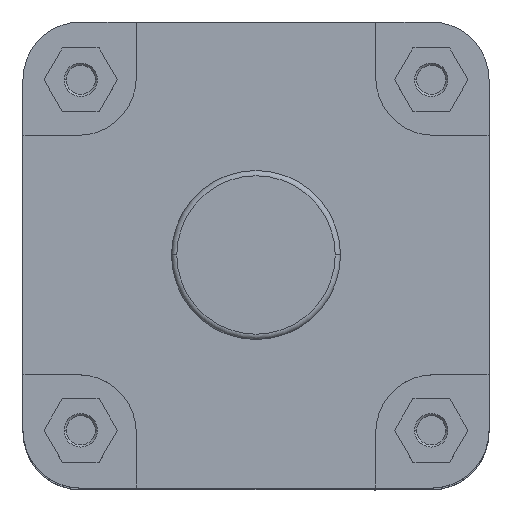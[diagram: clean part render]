
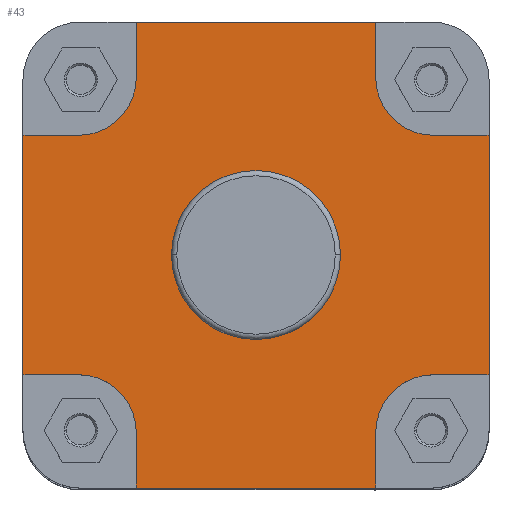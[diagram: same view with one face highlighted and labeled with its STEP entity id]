
A CAD part, top view. The second image highlights one B-rep face of the part: STEP entity #43.
In plain terms, the highlighted planar face has unit normal (0, 0, 1).
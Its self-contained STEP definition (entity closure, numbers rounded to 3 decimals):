
#43 = ADVANCED_FACE ( 'NONE', ( #2759, #2758 ), #1716, .F. ) ;
#1124 = CARTESIAN_POINT ( 'NONE',  ( 56.5, -110., -65.368 ) ) ;
#1125 = CARTESIAN_POINT ( 'NONE',  ( 56.5, 83.75, -65.368 ) ) ;
#1126 = CARTESIAN_POINT ( 'NONE',  ( -83.75, 56.5, -65.368 ) ) ;
#1132 = CARTESIAN_POINT ( 'NONE',  ( -56.5, -83.75, -65.368 ) ) ;
#1136 = CARTESIAN_POINT ( 'NONE',  ( 83.75, 56.5, -65.368 ) ) ;
#1141 = CARTESIAN_POINT ( 'NONE',  ( -56.5, 83.75, -65.368 ) ) ;
#1144 = CARTESIAN_POINT ( 'NONE',  ( 110., 56.5, -65.368 ) ) ;
#1149 = CARTESIAN_POINT ( 'NONE',  ( 83.75, -56.5, -65.368 ) ) ;
#1161 = CARTESIAN_POINT ( 'NONE',  ( -56.5, 110., -65.368 ) ) ;
#1163 = CARTESIAN_POINT ( 'NONE',  ( 56.5, -83.75, -65.368 ) ) ;
#1169 = CARTESIAN_POINT ( 'NONE',  ( 110., -56.5, -65.368 ) ) ;
#1175 = CARTESIAN_POINT ( 'NONE',  ( -56.5, -110., -65.368 ) ) ;
#1176 = CARTESIAN_POINT ( 'NONE',  ( 56.5, 110., -65.368 ) ) ;
#1190 = CARTESIAN_POINT ( 'NONE',  ( -83.75, -56.5, -65.368 ) ) ;
#1193 = CARTESIAN_POINT ( 'NONE',  ( -110., -56.5, -65.368 ) ) ;
#1196 = CARTESIAN_POINT ( 'NONE',  ( -110., 56.5, -65.368 ) ) ;
#1224 = CARTESIAN_POINT ( 'NONE',  ( -39.9, 0., -65.368 ) ) ;
#1225 = CARTESIAN_POINT ( 'NONE',  ( 39.9, 0., -65.368 ) ) ;
#1410 = CARTESIAN_POINT ( 'NONE',  ( 0., -110., -65.368 ) ) ;
#1415 = DIRECTION ( 'NONE',  ( 1., 0., 0. ) ) ;
#1474 = CARTESIAN_POINT ( 'NONE',  ( -110., -242.141, -65.368 ) ) ;
#1495 = DIRECTION ( 'NONE',  ( 0., -1., 0. ) ) ;
#1504 = CARTESIAN_POINT ( 'NONE',  ( 56.5, -110., -65.368 ) ) ;
#1505 = DIRECTION ( 'NONE',  ( 0., -1., 0. ) ) ;
#1529 = CARTESIAN_POINT ( 'NONE',  ( 56.5, 83.75, -65.368 ) ) ;
#1537 = DIRECTION ( 'NONE',  ( 0., -1., 0. ) ) ;
#1716 = PLANE ( 'NONE',  #3447 ) ;
#1718 = DIRECTION ( 'NONE',  ( 0., 0., -1. ) ) ;
#1775 = DIRECTION ( 'NONE',  ( -1., 0., 0. ) ) ;
#1788 = CARTESIAN_POINT ( 'NONE',  ( 0., 39.9, -65.368 ) ) ;
#1860 = ORIENTED_EDGE ( 'NONE', *, *, #6358, .F. ) ;
#1861 = ORIENTED_EDGE ( 'NONE', *, *, #6286, .F. ) ;
#1862 = ORIENTED_EDGE ( 'NONE', *, *, #6272, .F. ) ;
#1863 = ORIENTED_EDGE ( 'NONE', *, *, #6211, .F. ) ;
#1864 = ORIENTED_EDGE ( 'NONE', *, *, #6136, .F. ) ;
#1865 = ORIENTED_EDGE ( 'NONE', *, *, #6266, .F. ) ;
#1866 = ORIENTED_EDGE ( 'NONE', *, *, #6247, .F. ) ;
#1867 = ORIENTED_EDGE ( 'NONE', *, *, #6355, .F. ) ;
#1868 = ORIENTED_EDGE ( 'NONE', *, *, #6180, .F. ) ;
#1869 = ORIENTED_EDGE ( 'NONE', *, *, #6338, .F. ) ;
#1870 = ORIENTED_EDGE ( 'NONE', *, *, #6122, .F. ) ;
#1871 = ORIENTED_EDGE ( 'NONE', *, *, #6082, .T. ) ;
#1872 = ORIENTED_EDGE ( 'NONE', *, *, #6214, .F. ) ;
#1873 = ORIENTED_EDGE ( 'NONE', *, *, #6234, .F. ) ;
#1874 = ORIENTED_EDGE ( 'NONE', *, *, #6202, .F. ) ;
#1875 = ORIENTED_EDGE ( 'NONE', *, *, #6117, .T. ) ;
#1876 = ORIENTED_EDGE ( 'NONE', *, *, #6237, .F. ) ;
#1877 = ORIENTED_EDGE ( 'NONE', *, *, #6389, .F. ) ;
#2140 = EDGE_LOOP ( 'NONE', ( #1875, #1874, #1873, #1872, #1871, #1870, #1869, #1868, #1867, #1866, #1865, #1864, #1863, #1862, #1861, #1860 ) ) ;
#2143 = EDGE_LOOP ( 'NONE', ( #1877, #1876 ) ) ;
#2758 = FACE_OUTER_BOUND ( 'NONE', #2140, .T. ) ;
#2759 = FACE_BOUND ( 'NONE', #2143, .T. ) ;
#3358 = LINE ( 'NONE', #1410, #4054 ) ;
#3447 = AXIS2_PLACEMENT_3D ( 'NONE', #1788, #1718, #1775 ) ;
#3760 = AXIS2_PLACEMENT_3D ( 'NONE', #5114, #5124, #5125 ) ;
#3761 = AXIS2_PLACEMENT_3D ( 'NONE', #5116, #5118, #5119 ) ;
#3767 = AXIS2_PLACEMENT_3D ( 'NONE', #5187, #5188, #5189 ) ;
#3777 = AXIS2_PLACEMENT_3D ( 'NONE', #5227, #5236, #5237 ) ;
#3791 = AXIS2_PLACEMENT_3D ( 'NONE', #5356, #5357, #5358 ) ;
#3811 = AXIS2_PLACEMENT_3D ( 'NONE', #5475, #5478, #5479 ) ;
#3909 = VERTEX_POINT ( 'NONE', #1126 ) ;
#3915 = VERTEX_POINT ( 'NONE', #1124 ) ;
#3917 = VERTEX_POINT ( 'NONE', #1125 ) ;
#3918 = VERTEX_POINT ( 'NONE', #1132 ) ;
#3922 = VERTEX_POINT ( 'NONE', #1136 ) ;
#3927 = VERTEX_POINT ( 'NONE', #1141 ) ;
#3930 = VERTEX_POINT ( 'NONE', #1144 ) ;
#3935 = VERTEX_POINT ( 'NONE', #1149 ) ;
#3947 = VERTEX_POINT ( 'NONE', #1161 ) ;
#3949 = VERTEX_POINT ( 'NONE', #1163 ) ;
#3955 = VERTEX_POINT ( 'NONE', #1169 ) ;
#3961 = VERTEX_POINT ( 'NONE', #1175 ) ;
#3962 = VERTEX_POINT ( 'NONE', #1176 ) ;
#3976 = VERTEX_POINT ( 'NONE', #1190 ) ;
#3979 = VERTEX_POINT ( 'NONE', #1193 ) ;
#3982 = VERTEX_POINT ( 'NONE', #1196 ) ;
#4054 = VECTOR ( 'NONE', #1415, 1000. ) ;
#4103 = VECTOR ( 'NONE', #1495, 1000. ) ;
#4116 = LINE ( 'NONE', #1474, #4103 ) ;
#4124 = LINE ( 'NONE', #1504, #4125 ) ;
#4125 = VECTOR ( 'NONE', #1505, 1000. ) ;
#4141 = LINE ( 'NONE', #1529, #4151 ) ;
#4151 = VECTOR ( 'NONE', #1537, 1000. ) ;
#4209 = VECTOR ( 'NONE', #4983, 1000. ) ;
#4217 = LINE ( 'NONE', #4982, #4209 ) ;
#4260 = LINE ( 'NONE', #5031, #4261 ) ;
#4261 = VECTOR ( 'NONE', #5032, 1000. ) ;
#4264 = VECTOR ( 'NONE', #5059, 1000. ) ;
#4275 = LINE ( 'NONE', #5052, #4264 ) ;
#4279 = LINE ( 'NONE', #5064, #4280 ) ;
#4280 = VECTOR ( 'NONE', #5065, 1000. ) ;
#4310 = CIRCLE ( 'NONE', #3761, 27.25 ) ;
#4315 = CIRCLE ( 'NONE', #3760, 39.9 ) ;
#4331 = LINE ( 'NONE', #5146, #4332 ) ;
#4332 = VECTOR ( 'NONE', #5147, 1000. ) ;
#4365 = CIRCLE ( 'NONE', #3767, 27.25 ) ;
#4367 = LINE ( 'NONE', #5196, #4374 ) ;
#4374 = VECTOR ( 'NONE', #5204, 1000. ) ;
#4397 = CIRCLE ( 'NONE', #3777, 27.25 ) ;
#4486 = CIRCLE ( 'NONE', #3791, 27.25 ) ;
#4510 = LINE ( 'NONE', #5405, #4514 ) ;
#4511 = LINE ( 'NONE', #5397, #4512 ) ;
#4512 = VECTOR ( 'NONE', #5398, 1000. ) ;
#4514 = VECTOR ( 'NONE', #5406, 1000. ) ;
#4573 = CIRCLE ( 'NONE', #3811, 39.9 ) ;
#4650 = VERTEX_POINT ( 'NONE', #1224 ) ;
#4662 = VERTEX_POINT ( 'NONE', #1225 ) ;
#4982 = CARTESIAN_POINT ( 'NONE',  ( 83.75, -56.5, -65.368 ) ) ;
#4983 = DIRECTION ( 'NONE',  ( -1., 0., 0. ) ) ;
#5031 = CARTESIAN_POINT ( 'NONE',  ( -110., -56.5, -65.368 ) ) ;
#5032 = DIRECTION ( 'NONE',  ( -1., 0., 0. ) ) ;
#5052 = CARTESIAN_POINT ( 'NONE',  ( 0., 110., -65.368 ) ) ;
#5059 = DIRECTION ( 'NONE',  ( 1., 0., 0. ) ) ;
#5064 = CARTESIAN_POINT ( 'NONE',  ( -56.5, -83.75, -65.368 ) ) ;
#5065 = DIRECTION ( 'NONE',  ( 0., 1., 0. ) ) ;
#5114 = CARTESIAN_POINT ( 'NONE',  ( 0., 0., -65.368 ) ) ;
#5116 = CARTESIAN_POINT ( 'NONE',  ( -83.75, -83.75, -65.368 ) ) ;
#5118 = DIRECTION ( 'NONE',  ( 0., 0., 1. ) ) ;
#5119 = DIRECTION ( 'NONE',  ( -1., 0., 0. ) ) ;
#5124 = DIRECTION ( 'NONE',  ( 0., 0., 1. ) ) ;
#5125 = DIRECTION ( 'NONE',  ( 1., 0., 0. ) ) ;
#5146 = CARTESIAN_POINT ( 'NONE',  ( 110., 56.5, -65.368 ) ) ;
#5147 = DIRECTION ( 'NONE',  ( 1., 0., 0. ) ) ;
#5187 = CARTESIAN_POINT ( 'NONE',  ( 83.75, 83.75, -65.368 ) ) ;
#5188 = DIRECTION ( 'NONE',  ( 0., 0., 1. ) ) ;
#5189 = DIRECTION ( 'NONE',  ( -1., 0., 0. ) ) ;
#5196 = CARTESIAN_POINT ( 'NONE',  ( -56.5, 110., -65.368 ) ) ;
#5204 = DIRECTION ( 'NONE',  ( 0., 1., 0. ) ) ;
#5227 = CARTESIAN_POINT ( 'NONE',  ( -83.75, 83.75, -65.368 ) ) ;
#5236 = DIRECTION ( 'NONE',  ( 0., 0., 1. ) ) ;
#5237 = DIRECTION ( 'NONE',  ( -1., 0., 0. ) ) ;
#5356 = CARTESIAN_POINT ( 'NONE',  ( 83.75, -83.75, -65.368 ) ) ;
#5357 = DIRECTION ( 'NONE',  ( 0., 0., 1. ) ) ;
#5358 = DIRECTION ( 'NONE',  ( -1., 0., 0. ) ) ;
#5397 = CARTESIAN_POINT ( 'NONE',  ( 110., -242.141, -65.368 ) ) ;
#5398 = DIRECTION ( 'NONE',  ( 0., -1., 0. ) ) ;
#5405 = CARTESIAN_POINT ( 'NONE',  ( -83.75, 56.5, -65.368 ) ) ;
#5406 = DIRECTION ( 'NONE',  ( 1., 0., 0. ) ) ;
#5475 = CARTESIAN_POINT ( 'NONE',  ( 0., 0., -65.368 ) ) ;
#5478 = DIRECTION ( 'NONE',  ( 0., 0., 1. ) ) ;
#5479 = DIRECTION ( 'NONE',  ( 1., 0., 0. ) ) ;
#6082 = EDGE_CURVE ( 'NONE', #3961, #3915, #3358, .T. ) ;
#6117 = EDGE_CURVE ( 'NONE', #3982, #3979, #4116, .T. ) ;
#6122 = EDGE_CURVE ( 'NONE', #3949, #3915, #4124, .T. ) ;
#6136 = EDGE_CURVE ( 'NONE', #3962, #3917, #4141, .T. ) ;
#6180 = EDGE_CURVE ( 'NONE', #3955, #3935, #4217, .T. ) ;
#6202 = EDGE_CURVE ( 'NONE', #3976, #3979, #4260, .T. ) ;
#6211 = EDGE_CURVE ( 'NONE', #3947, #3962, #4275, .T. ) ;
#6214 = EDGE_CURVE ( 'NONE', #3961, #3918, #4279, .T. ) ;
#6234 = EDGE_CURVE ( 'NONE', #3918, #3976, #4310, .T. ) ;
#6237 = EDGE_CURVE ( 'NONE', #4650, #4662, #4315, .T. ) ;
#6247 = EDGE_CURVE ( 'NONE', #3922, #3930, #4331, .T. ) ;
#6266 = EDGE_CURVE ( 'NONE', #3917, #3922, #4365, .T. ) ;
#6272 = EDGE_CURVE ( 'NONE', #3927, #3947, #4367, .T. ) ;
#6286 = EDGE_CURVE ( 'NONE', #3909, #3927, #4397, .T. ) ;
#6338 = EDGE_CURVE ( 'NONE', #3935, #3949, #4486, .T. ) ;
#6355 = EDGE_CURVE ( 'NONE', #3930, #3955, #4511, .T. ) ;
#6358 = EDGE_CURVE ( 'NONE', #3982, #3909, #4510, .T. ) ;
#6389 = EDGE_CURVE ( 'NONE', #4662, #4650, #4573, .T. ) ;
